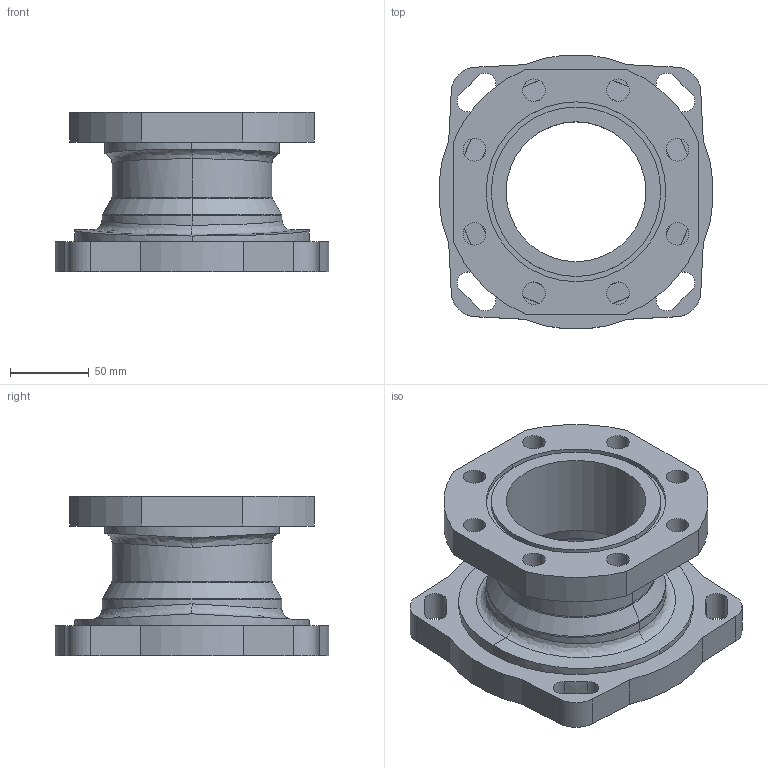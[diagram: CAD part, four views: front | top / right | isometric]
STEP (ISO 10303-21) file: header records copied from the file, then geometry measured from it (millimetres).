
FILE_DESCRIPTION((''),'2;1');
FILE_NAME('D20919','2010-09-27T',('sobri'),(''),'PRO/ENGINEER BY PARAMETRIC TECHNOLOGY CORPORATION, 2008010','PRO/ENGINEER BY PARAMETRIC TECHNOLOGY CORPORATION, 2008010','');
FILE_SCHEMA(('CONFIG_CONTROL_DESIGN'));
Length unit declared in the file: inch
Products named in the file (1): D20919
Bounding box: 174.11 x 174.11 x 101.6 mm (x, y, z)
Volume: 764432.4 mm3; surface area: 145099.8 mm2
Topology: 1 solids, 1 shells, 98 faces, 256 edges, 164 vertices
Faces by surface type: cylinder 52, plane 20, bspline 8, extrusion 8, torus 6, cone 4
Entity records: 3840 total; most frequent: CARTESIAN_POINT 1344, ORIENTED_EDGE 512, DIRECTION 502, EDGE_CURVE 256, AXIS2_PLACEMENT_3D 196, VERTEX_POINT 164, EDGE_LOOP 128, CIRCLE 114
